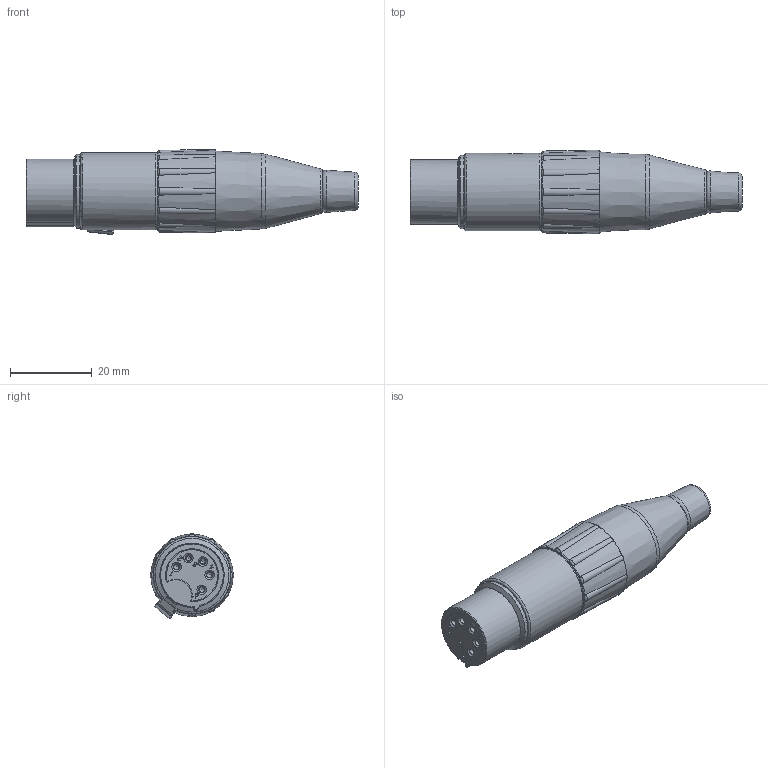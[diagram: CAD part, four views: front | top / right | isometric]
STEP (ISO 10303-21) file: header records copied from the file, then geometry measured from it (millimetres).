
FILE_DESCRIPTION((''),'2;1');
FILE_NAME('AC5F.stp','2016-07-01T10:07:49',('minh'),(''),'Autodesk Inventor 2012','Autodesk Inventor 2012','');
FILE_SCHEMA(('AUTOMOTIVE_DESIGN { 1 0 10303 214 1 1 1 1 }'));
Length unit declared in the file: inch
Products named in the file (1): AC5F_Shrinkwrap_1
Bounding box: 81.11 x 20.39 x 20.76 mm (x, y, z)
Surface area: 10375.9 mm2 (no closed solid volume)
Topology: 0 solids, 35 shells, 334 faces, 1435 edges, 1095 vertices
Faces by surface type: plane 112, cylinder 80, bspline 54, torus 49, cone 39
Full cylindrical faces by diameter (mm): 1.5 x5, 1.9 x2, 2.65 x1, 4 x1, 7.4 x1, 7.9 x1, 8.4 x1, 8.5 x1, 10.3 x1, 10.6 x1, 16.2 x1, 17 x1, 18 x1, 18.9 x1
Entity records: 30146 total; most frequent: CARTESIAN_POINT 19543, ORIENTED_EDGE 2074, DIRECTION 1664, EDGE_CURVE 1373, VERTEX_POINT 1081, AXIS2_PLACEMENT_3D 612, B_SPLINE_CURVE_WITH_KNOTS 506, VECTOR 440
